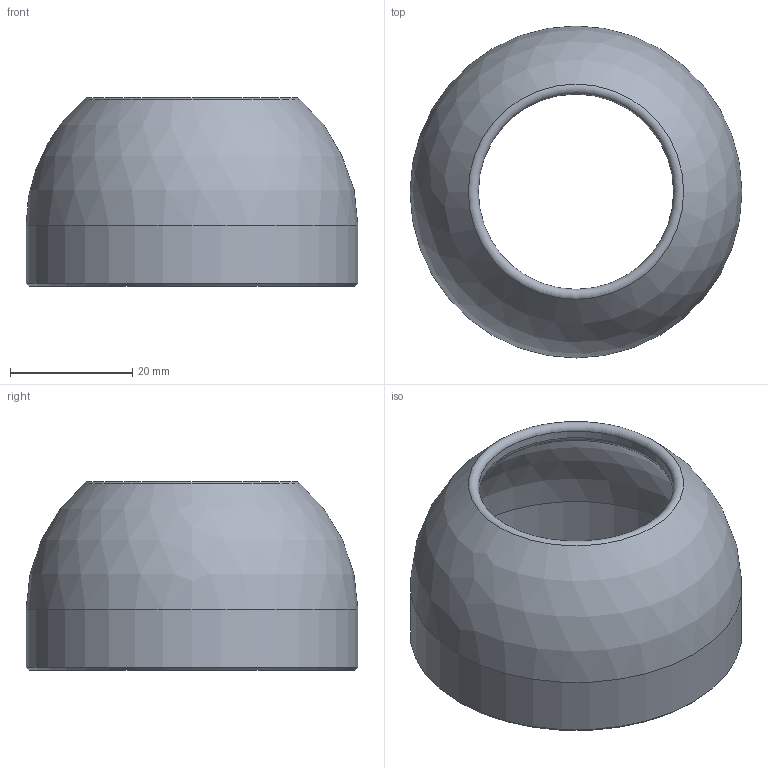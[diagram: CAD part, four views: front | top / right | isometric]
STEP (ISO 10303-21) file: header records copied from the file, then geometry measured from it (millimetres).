
FILE_DESCRIPTION(/* description */ (''),/* implementation_level */ '2;1');
FILE_NAME(/* name */ 'Didgeridoo Mouthpiece v1 32mm.step',/* time_stamp */ '2024-05-13T19:15:09-07:00',/* author */ (''),/* organization */ (''),/* preprocessor_version */ 'ST-DEVELOPER v20',/* originating_system */ 'Autodesk Translation Framework v12.20.1.177',/* authorisation */ '');
FILE_SCHEMA (('AUTOMOTIVE_DESIGN { 1 0 10303 214 3 1 1 }'));
Length unit declared in the file: millimetre
Products named in the file (1): Didgeridoo Bell + Mouthpiece
Bounding box: 54.4 x 54.4 x 30.93 mm (x, y, z)
Volume: 14456.6 mm3; surface area: 10329.4 mm2
Topology: 1 solids, 1 shells, 10 faces, 21 edges, 12 vertices
Faces by surface type: cylinder 3, cone 2, torus 2, sphere 2, plane 1
Full cylindrical faces by diameter (mm): 32 x1, 48.4 x1, 54.4 x1
Entity records: 310 total; most frequent: DIRECTION 59, CARTESIAN_POINT 44, ORIENTED_EDGE 42, AXIS2_PLACEMENT_3D 27, EDGE_CURVE 21, CIRCLE 16, VERTEX_POINT 12, EDGE_LOOP 11
